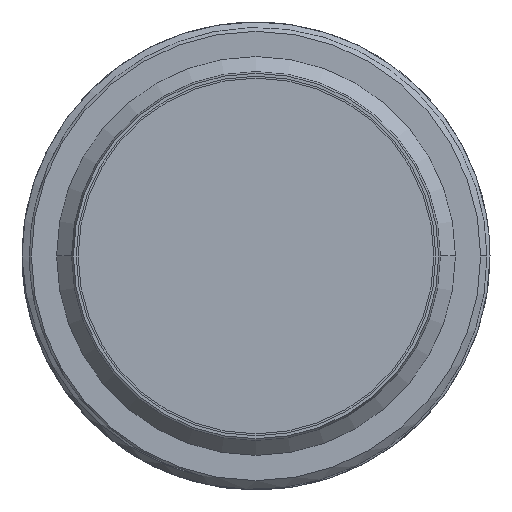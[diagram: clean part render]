
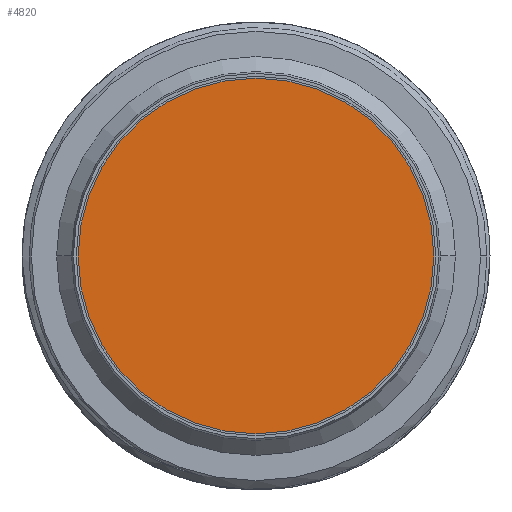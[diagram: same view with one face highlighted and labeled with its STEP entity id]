
A CAD part, left-side view. The second image highlights one B-rep face of the part: STEP entity #4820.
In plain terms, the highlighted face is planar.
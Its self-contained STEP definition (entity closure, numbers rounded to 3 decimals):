
#4658 = EDGE_CURVE('',#4659,#4661,#4663,.T.);
#4659 = VERTEX_POINT('',#4660);
#4660 = CARTESIAN_POINT('',(0.,4.3,9.5));
#4661 = VERTEX_POINT('',#4662);
#4662 = CARTESIAN_POINT('',(0.,4.3,-9.5));
#4663 = SURFACE_CURVE('',#4664,(#4669,#4681),.PCURVE_S1.);
#4664 = CIRCLE('',#4665,9.5);
#4665 = AXIS2_PLACEMENT_3D('',#4666,#4667,#4668);
#4666 = CARTESIAN_POINT('',(0.,4.3,0.));
#4667 = DIRECTION('',(0.,1.,0.));
#4668 = DIRECTION('',(0.,-0.,1.));
#4669 = PCURVE('',#4670,#4675);
#4670 = CYLINDRICAL_SURFACE('',#4671,9.5);
#4671 = AXIS2_PLACEMENT_3D('',#4672,#4673,#4674);
#4672 = CARTESIAN_POINT('',(0.,4.3,0.));
#4673 = DIRECTION('',(-0.,-1.,-0.));
#4674 = DIRECTION('',(0.,0.,-1.));
#4675 = DEFINITIONAL_REPRESENTATION('',(#4676),#4680);
#4676 = LINE('',#4677,#4678);
#4677 = CARTESIAN_POINT('',(3.142,0.));
#4678 = VECTOR('',#4679,1.);
#4679 = DIRECTION('',(-1.,0.));
#4680 = ( GEOMETRIC_REPRESENTATION_CONTEXT(2) 
PARAMETRIC_REPRESENTATION_CONTEXT() REPRESENTATION_CONTEXT('2D SPACE',''
  ) );
#4681 = PCURVE('',#4682,#4687);
#4682 = PLANE('',#4683);
#4683 = AXIS2_PLACEMENT_3D('',#4684,#4685,#4686);
#4684 = CARTESIAN_POINT('',(0.,4.3,0.));
#4685 = DIRECTION('',(0.,1.,0.));
#4686 = DIRECTION('',(0.,-0.,1.));
#4687 = DEFINITIONAL_REPRESENTATION('',(#4688),#4692);
#4688 = CIRCLE('',#4689,9.5);
#4689 = AXIS2_PLACEMENT_2D('',#4690,#4691);
#4690 = CARTESIAN_POINT('',(0.,0.));
#4691 = DIRECTION('',(1.,0.));
#4692 = ( GEOMETRIC_REPRESENTATION_CONTEXT(2) 
PARAMETRIC_REPRESENTATION_CONTEXT() REPRESENTATION_CONTEXT('2D SPACE',''
  ) );
#4710 = CYLINDRICAL_SURFACE('',#4711,9.5);
#4711 = AXIS2_PLACEMENT_3D('',#4712,#4713,#4714);
#4712 = CARTESIAN_POINT('',(0.,4.3,0.));
#4713 = DIRECTION('',(-0.,-1.,-0.));
#4714 = DIRECTION('',(0.,0.,-1.));
#4776 = EDGE_CURVE('',#4661,#4659,#4777,.T.);
#4777 = SURFACE_CURVE('',#4778,(#4783,#4790),.PCURVE_S1.);
#4778 = CIRCLE('',#4779,9.5);
#4779 = AXIS2_PLACEMENT_3D('',#4780,#4781,#4782);
#4780 = CARTESIAN_POINT('',(0.,4.3,0.));
#4781 = DIRECTION('',(0.,1.,0.));
#4782 = DIRECTION('',(0.,-0.,1.));
#4783 = PCURVE('',#4710,#4784);
#4784 = DEFINITIONAL_REPRESENTATION('',(#4785),#4789);
#4785 = LINE('',#4786,#4787);
#4786 = CARTESIAN_POINT('',(9.425,0.));
#4787 = VECTOR('',#4788,1.);
#4788 = DIRECTION('',(-1.,0.));
#4789 = ( GEOMETRIC_REPRESENTATION_CONTEXT(2) 
PARAMETRIC_REPRESENTATION_CONTEXT() REPRESENTATION_CONTEXT('2D SPACE',''
  ) );
#4790 = PCURVE('',#4682,#4791);
#4791 = DEFINITIONAL_REPRESENTATION('',(#4792),#4796);
#4792 = CIRCLE('',#4793,9.5);
#4793 = AXIS2_PLACEMENT_2D('',#4794,#4795);
#4794 = CARTESIAN_POINT('',(0.,0.));
#4795 = DIRECTION('',(1.,0.));
#4796 = ( GEOMETRIC_REPRESENTATION_CONTEXT(2) 
PARAMETRIC_REPRESENTATION_CONTEXT() REPRESENTATION_CONTEXT('2D SPACE',''
  ) );
#4820 = ADVANCED_FACE('',(#4821),#4682,.T.);
#4821 = FACE_BOUND('',#4822,.T.);
#4822 = EDGE_LOOP('',(#4823,#4824));
#4823 = ORIENTED_EDGE('',*,*,#4776,.T.);
#4824 = ORIENTED_EDGE('',*,*,#4658,.T.);
